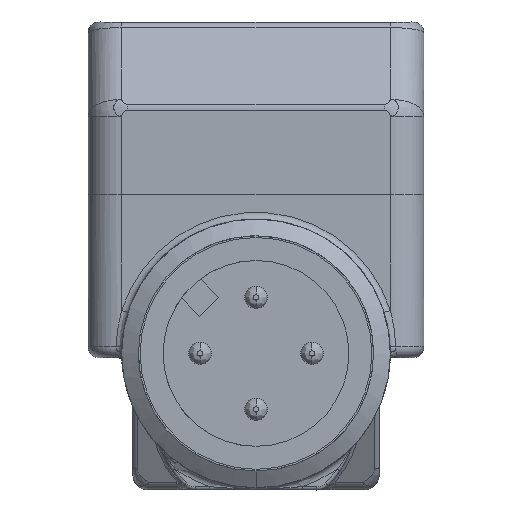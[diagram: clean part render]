
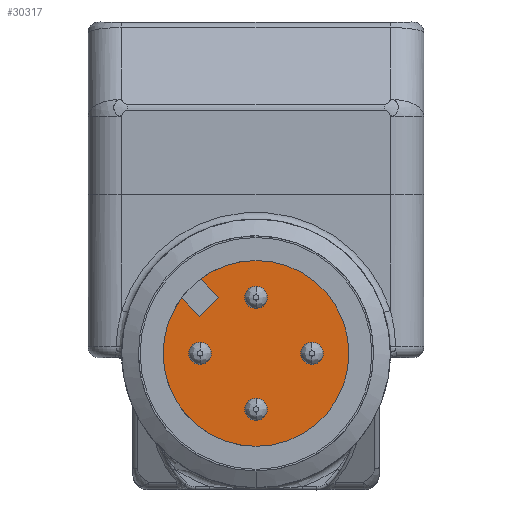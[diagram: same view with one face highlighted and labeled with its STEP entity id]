
A CAD part, front view. The second image highlights one B-rep face of the part: STEP entity #30317.
In plain terms, the highlighted face is planar.
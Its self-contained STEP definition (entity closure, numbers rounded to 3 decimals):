
#28993=CARTESIAN_POINT('',(-5.25,0.,0.));
#28994=DIRECTION('',(-1.,0.,0.));
#28995=DIRECTION('',(0.,0.,-1.));
#28996=AXIS2_PLACEMENT_3D('',#28993,#28994,#28995);
#28998=CARTESIAN_POINT('',(-5.25,0.,0.));
#28999=DIRECTION('',(1.,0.,0.));
#29000=DIRECTION('',(0.,0.,-1.));
#29001=AXIS2_PLACEMENT_3D('',#28998,#28999,#29000);
#29011=CARTESIAN_POINT('',(-5.25,0.,0.));
#29012=DIRECTION('',(1.,0.,0.));
#29013=DIRECTION('',(0.,0.597,0.802));
#29014=AXIS2_PLACEMENT_3D('',#29011,#29012,#29013);
#29016=CARTESIAN_POINT('',(-5.25,0.,2.5));
#29017=DIRECTION('',(-1.,0.,0.));
#29018=DIRECTION('',(0.,0.,1.));
#29019=AXIS2_PLACEMENT_3D('',#29016,#29017,#29018);
#29021=CARTESIAN_POINT('',(-5.25,0.,2.5));
#29022=DIRECTION('',(-1.,0.,0.));
#29023=DIRECTION('',(0.,0.,-1.));
#29024=AXIS2_PLACEMENT_3D('',#29021,#29022,#29023);
#29026=CARTESIAN_POINT('',(-5.25,2.5,0.));
#29027=DIRECTION('',(-1.,0.,0.));
#29028=DIRECTION('',(0.,0.,1.));
#29029=AXIS2_PLACEMENT_3D('',#29026,#29027,#29028);
#29031=CARTESIAN_POINT('',(-5.25,2.5,0.));
#29032=DIRECTION('',(-1.,0.,0.));
#29033=DIRECTION('',(0.,0.,-1.));
#29034=AXIS2_PLACEMENT_3D('',#29031,#29032,#29033);
#29036=CARTESIAN_POINT('',(-5.25,-2.5,0.));
#29037=DIRECTION('',(-1.,0.,0.));
#29038=DIRECTION('',(0.,0.,1.));
#29039=AXIS2_PLACEMENT_3D('',#29036,#29037,#29038);
#29041=CARTESIAN_POINT('',(-5.25,-2.5,0.));
#29042=DIRECTION('',(-1.,0.,0.));
#29043=DIRECTION('',(0.,0.,-1.));
#29044=AXIS2_PLACEMENT_3D('',#29041,#29042,#29043);
#29046=CARTESIAN_POINT('',(-5.25,0.,-2.5));
#29047=DIRECTION('',(-1.,0.,0.));
#29048=DIRECTION('',(0.,0.,1.));
#29049=AXIS2_PLACEMENT_3D('',#29046,#29047,#29048);
#29051=CARTESIAN_POINT('',(-5.25,0.,-2.5));
#29052=DIRECTION('',(-1.,0.,0.));
#29053=DIRECTION('',(0.,0.,-1.));
#29054=AXIS2_PLACEMENT_3D('',#29051,#29052,#29053);
#29056=DIRECTION('',(0.,-0.707,-0.707));
#29057=VECTOR('',#29056,1.156);
#29058=CARTESIAN_POINT('',(-5.25,3.328,2.479));
#29059=LINE('',#29058,#29057);
#29060=DIRECTION('',(0.,-0.707,0.707));
#29061=VECTOR('',#29060,1.2);
#29062=CARTESIAN_POINT('',(-5.25,2.51,1.662));
#29063=LINE('',#29062,#29061);
#29064=DIRECTION('',(0.,0.707,0.707));
#29065=VECTOR('',#29064,1.156);
#29066=CARTESIAN_POINT('',(-5.25,1.662,2.51));
#29067=LINE('',#29066,#29065);
#29257=CARTESIAN_POINT('',(-5.25,0.,-4.15));
#29259=VERTEX_POINT('',#29257);
#29275=CARTESIAN_POINT('',(-5.25,0.,4.15));
#29277=VERTEX_POINT('',#29275);
#29289=CARTESIAN_POINT('',(-5.25,0.,3.));
#29290=CARTESIAN_POINT('',(-5.25,0.,2.));
#29291=VERTEX_POINT('',#29289);
#29292=VERTEX_POINT('',#29290);
#29293=CARTESIAN_POINT('',(-5.25,2.5,0.5));
#29294=CARTESIAN_POINT('',(-5.25,2.5,-0.5));
#29295=VERTEX_POINT('',#29293);
#29296=VERTEX_POINT('',#29294);
#29297=CARTESIAN_POINT('',(-5.25,-2.5,0.5));
#29298=CARTESIAN_POINT('',(-5.25,-2.5,-0.5));
#29299=VERTEX_POINT('',#29297);
#29300=VERTEX_POINT('',#29298);
#29301=CARTESIAN_POINT('',(-5.25,0.,-2.));
#29302=CARTESIAN_POINT('',(-5.25,0.,-3.));
#29303=VERTEX_POINT('',#29301);
#29304=VERTEX_POINT('',#29302);
#29321=CARTESIAN_POINT('',(-5.25,3.328,2.479));
#29322=VERTEX_POINT('',#29321);
#29323=CARTESIAN_POINT('',(-5.25,2.479,3.328));
#29324=VERTEX_POINT('',#29323);
#29449=CARTESIAN_POINT('',(-5.25,2.51,1.662));
#29450=VERTEX_POINT('',#29449);
#29451=CARTESIAN_POINT('',(-5.25,1.662,2.51));
#29452=VERTEX_POINT('',#29451);
#30277=CARTESIAN_POINT('',(-5.25,0.,0.));
#30278=DIRECTION('',(-1.,0.,0.));
#30279=DIRECTION('',(0.,0.,1.));
#30280=AXIS2_PLACEMENT_3D('',#30277,#30278,#30279);
#30281=PLANE('',#30280);
#30282=ORIENTED_EDGE('',*,*,#30261,.T.);
#30284=ORIENTED_EDGE('',*,*,#30283,.T.);
#30286=ORIENTED_EDGE('',*,*,#30285,.T.);
#30288=ORIENTED_EDGE('',*,*,#30287,.T.);
#30289=ORIENTED_EDGE('',*,*,#30266,.T.);
#30290=ORIENTED_EDGE('',*,*,#30248,.F.);
#30291=EDGE_LOOP('',(#30282,#30284,#30286,#30288,#30289,#30290));
#30292=FACE_OUTER_BOUND('',#30291,.F.);
#30294=ORIENTED_EDGE('',*,*,#30293,.T.);
#30296=ORIENTED_EDGE('',*,*,#30295,.T.);
#30297=EDGE_LOOP('',(#30294,#30296));
#30298=FACE_BOUND('',#30297,.F.);
#30300=ORIENTED_EDGE('',*,*,#30299,.T.);
#30302=ORIENTED_EDGE('',*,*,#30301,.T.);
#30303=EDGE_LOOP('',(#30300,#30302));
#30304=FACE_BOUND('',#30303,.F.);
#30306=ORIENTED_EDGE('',*,*,#30305,.T.);
#30308=ORIENTED_EDGE('',*,*,#30307,.T.);
#30309=EDGE_LOOP('',(#30306,#30308));
#30310=FACE_BOUND('',#30309,.F.);
#30312=ORIENTED_EDGE('',*,*,#30311,.T.);
#30314=ORIENTED_EDGE('',*,*,#30313,.T.);
#30315=EDGE_LOOP('',(#30312,#30314));
#30316=FACE_BOUND('',#30315,.F.);
#28997=CIRCLE('',#28996,4.15);
#29002=CIRCLE('',#29001,4.15);
#29015=CIRCLE('',#29014,4.15);
#29020=CIRCLE('',#29019,0.5);
#29025=CIRCLE('',#29024,0.5);
#29030=CIRCLE('',#29029,0.5);
#29035=CIRCLE('',#29034,0.5);
#29040=CIRCLE('',#29039,0.5);
#29045=CIRCLE('',#29044,0.5);
#29050=CIRCLE('',#29049,0.5);
#29055=CIRCLE('',#29054,0.5);
#30248=EDGE_CURVE('',#29259,#29277,#28997,.T.);
#30261=EDGE_CURVE('',#29259,#29322,#29002,.T.);
#30266=EDGE_CURVE('',#29324,#29277,#29015,.T.);
#30283=EDGE_CURVE('',#29322,#29450,#29059,.T.);
#30285=EDGE_CURVE('',#29450,#29452,#29063,.T.);
#30287=EDGE_CURVE('',#29452,#29324,#29067,.T.);
#30293=EDGE_CURVE('',#29295,#29296,#29030,.T.);
#30295=EDGE_CURVE('',#29296,#29295,#29035,.T.);
#30299=EDGE_CURVE('',#29299,#29300,#29040,.T.);
#30301=EDGE_CURVE('',#29300,#29299,#29045,.T.);
#30305=EDGE_CURVE('',#29303,#29304,#29050,.T.);
#30307=EDGE_CURVE('',#29304,#29303,#29055,.T.);
#30311=EDGE_CURVE('',#29291,#29292,#29020,.T.);
#30313=EDGE_CURVE('',#29292,#29291,#29025,.T.);
#30317=ADVANCED_FACE('',(#30292,#30298,#30304,#30310,#30316),#30281,.T.);
